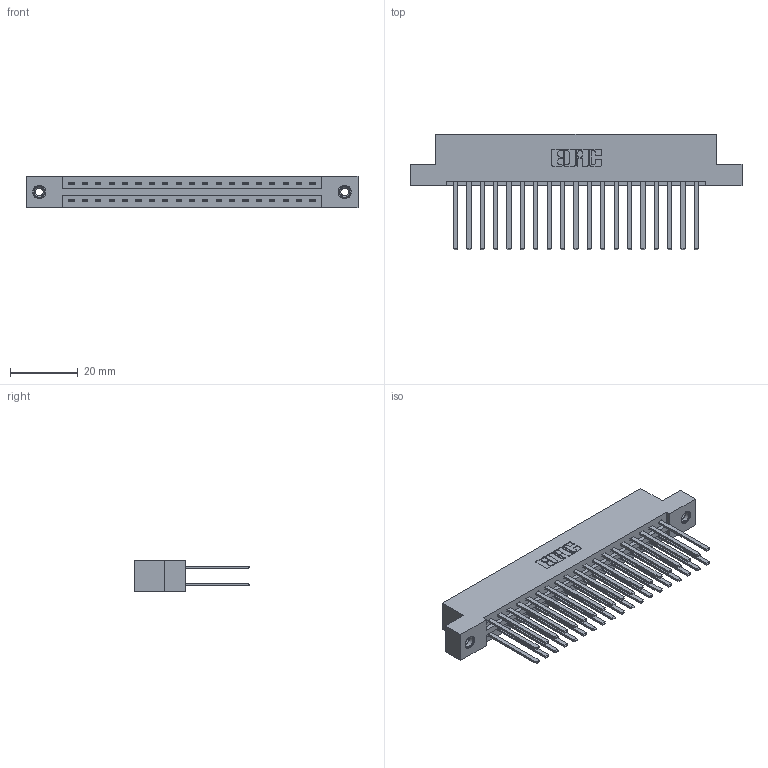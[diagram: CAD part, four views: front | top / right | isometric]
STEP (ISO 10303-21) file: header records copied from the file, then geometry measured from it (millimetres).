
FILE_DESCRIPTION (( 'STEP AP203' ), '1' );
FILE_NAME ('337-038-544-208.STEP', '2019-10-09T10:58:50', ( '' ), ( '' ), 'SwSTEP 2.0', 'SolidWorks 2016', '' );
FILE_SCHEMA (( 'CONFIG_CONTROL_DESIGN' ));
Length unit declared in the file: inch
Products named in the file (4): 345-250-001_345-250-003-102; 337 Part_Flush Mounting Lugs - 0.156 Dia-TI; 337-038-544-208; 345-292-001_345-293-144
Assembly tree (41 placements, depth 2):
  337-038-544-208
    337 Part_Flush Mounting Lugs - 0.156 Dia-TI
    345-292-001_345-293-144  x38
    345-250-001_345-250-003-102  x2
Bounding box: 98.3 x 34.3 x 9.4 mm (x, y, z)
Volume: 10579.4 mm3; surface area: 13500.7 mm2
Topology: 41 solids, 41 shells, 1998 faces, 5881 edges, 3862 vertices
Faces by surface type: plane 1394, cylinder 588, cone 12, torus 4
Entity records: 18708 total; most frequent: CARTESIAN_POINT 3149, ORIENTED_EDGE 3078, DIRECTION 2749, EDGE_CURVE 1539, LINE 1395, VECTOR 1395, VERTEX_POINT 1020, AXIS2_PLACEMENT_3D 677
